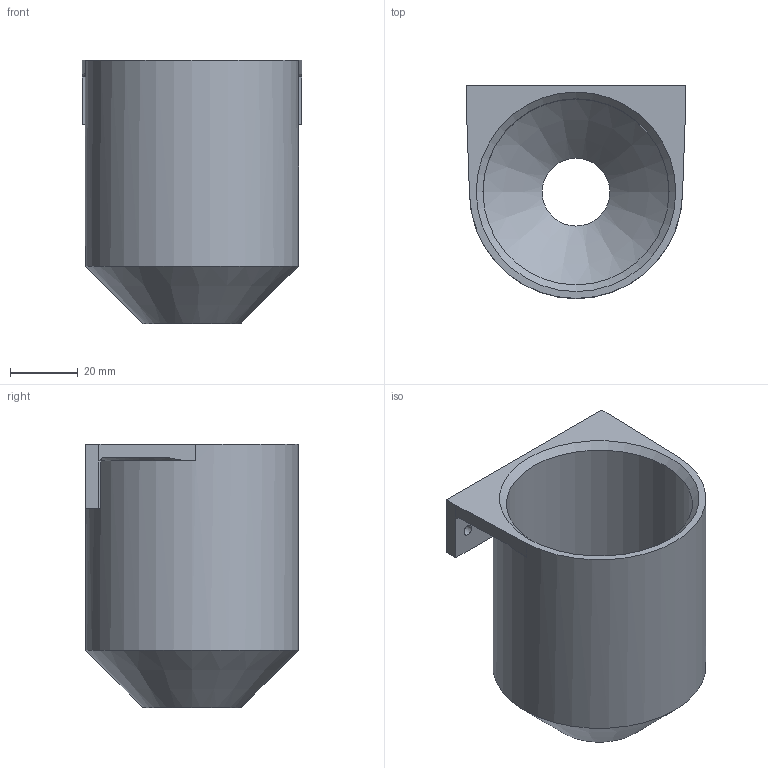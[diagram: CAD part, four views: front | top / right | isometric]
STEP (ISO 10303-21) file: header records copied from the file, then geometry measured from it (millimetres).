
FILE_DESCRIPTION(/* description */ (''),/* implementation_level */ '2;1');
FILE_NAME(/* name */ 'Bauer Screwdriver Holder.step',/* time_stamp */ '2025-04-22T09:13:42-05:00',/* author */ (''),/* organization */ (''),/* preprocessor_version */ 'ST-DEVELOPER v20.1',/* originating_system */ 'Autodesk Translation Framework v14.4.0.0',/* authorisation */ '');
FILE_SCHEMA (('AUTOMOTIVE_DESIGN { 1 0 10303 214 3 1 1 }'));
Length unit declared in the file: millimetre
Products named in the file (1): (Unsaved)
Bounding box: 65 x 63 x 78 mm (x, y, z)
Volume: 67591.3 mm3; surface area: 31502.7 mm2
Topology: 1 solids, 1 shells, 27 faces, 65 edges, 40 vertices
Faces by surface type: plane 18, cylinder 5, cone 4
Full cylindrical faces by diameter (mm): 3.175 x2, 20 x1, 55 x1, 63 x1
Entity records: 823 total; most frequent: DIRECTION 140, CARTESIAN_POINT 135, ORIENTED_EDGE 130, EDGE_CURVE 65, AXIS2_PLACEMENT_3D 48, LINE 44, VECTOR 44, VERTEX_POINT 40
